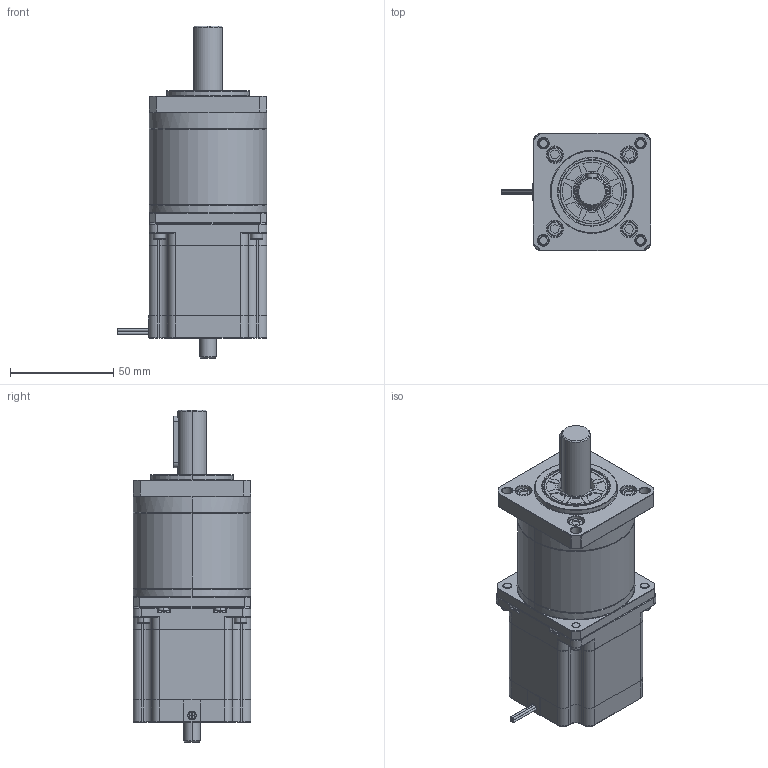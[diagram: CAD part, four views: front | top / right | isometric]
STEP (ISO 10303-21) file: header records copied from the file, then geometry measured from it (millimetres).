
FILE_DESCRIPTION (( 'STEP AP214' ), '1' );
FILE_NAME ('23HS22-2804D-HG50-AR3.STEP', '2020-11-20T05:56:43', ( '' ), ( '' ), 'SwSTEP 2.0', 'SolidWorks 2016', '' );
FILE_SCHEMA (( 'AUTOMOTIVE_DESIGN' ));
Length unit declared in the file: millimetre
Products named in the file (1): 23HS22-2804D-HG50-AR3
Bounding box: 72.5 x 57 x 161.15 mm (x, y, z)
Volume: 337839 mm3; surface area: 37195.4 mm2
Topology: 1 solids, 5 shells, 906 faces, 2130 edges, 1262 vertices
Faces by surface type: cylinder 339, plane 297, torus 118, bspline 84, sphere 40, cone 28
Entity records: 35271 total; most frequent: CARTESIAN_POINT 9144, DIRECTION 4418, ORIENTED_EDGE 4180, EDGE_CURVE 2090, AXIS2_PLACEMENT_3D 1708, VERTEX_POINT 1262, VECTOR 1002, LINE 1002
